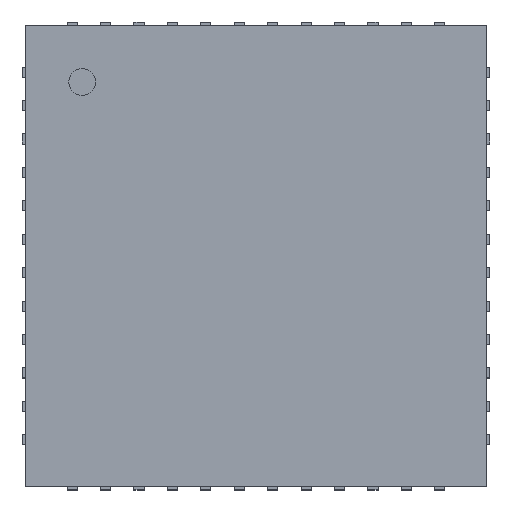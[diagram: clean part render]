
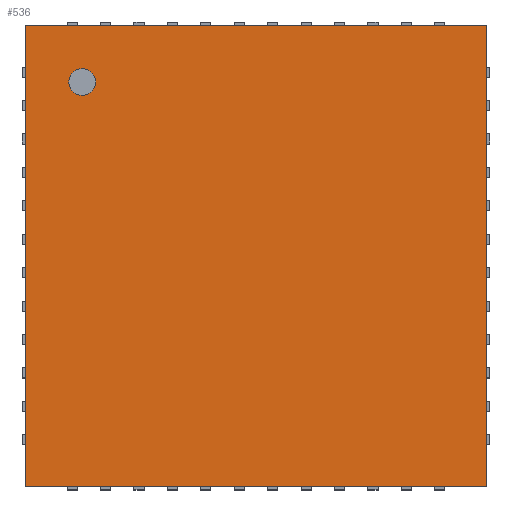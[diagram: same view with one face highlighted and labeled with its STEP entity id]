
A CAD part, top view. The second image highlights one B-rep face of the part: STEP entity #536.
In plain terms, the highlighted planar face has unit normal (0, 0, 1).
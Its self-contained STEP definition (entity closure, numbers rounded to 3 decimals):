
#116 = EDGE_CURVE('',#117,#119,#121,.T.);
#117 = VERTEX_POINT('',#118);
#118 = CARTESIAN_POINT('',(-3.45,3.45,1.1));
#119 = VERTEX_POINT('',#120);
#120 = CARTESIAN_POINT('',(3.45,3.45,1.1));
#121 = LINE('',#122,#123);
#122 = CARTESIAN_POINT('',(-3.45,3.45,1.1));
#123 = VECTOR('',#124,1.);
#124 = DIRECTION('',(1.,0.,0.));
#536 = ADVANCED_FACE('',(#537),#562,.T.);
#537 = FACE_BOUND('',#538,.T.);
#538 = EDGE_LOOP('',(#539,#540,#548,#556));
#539 = ORIENTED_EDGE('',*,*,#116,.F.);
#540 = ORIENTED_EDGE('',*,*,#541,.T.);
#541 = EDGE_CURVE('',#117,#542,#544,.T.);
#542 = VERTEX_POINT('',#543);
#543 = CARTESIAN_POINT('',(-3.45,-3.45,1.1));
#544 = LINE('',#545,#546);
#545 = CARTESIAN_POINT('',(-3.45,3.45,1.1));
#546 = VECTOR('',#547,1.);
#547 = DIRECTION('',(0.,-1.,0.));
#548 = ORIENTED_EDGE('',*,*,#549,.T.);
#549 = EDGE_CURVE('',#542,#550,#552,.T.);
#550 = VERTEX_POINT('',#551);
#551 = CARTESIAN_POINT('',(3.45,-3.45,1.1));
#552 = LINE('',#553,#554);
#553 = CARTESIAN_POINT('',(-3.45,-3.45,1.1));
#554 = VECTOR('',#555,1.);
#555 = DIRECTION('',(1.,0.,0.));
#556 = ORIENTED_EDGE('',*,*,#557,.F.);
#557 = EDGE_CURVE('',#119,#550,#558,.T.);
#558 = LINE('',#559,#560);
#559 = CARTESIAN_POINT('',(3.45,3.45,1.1));
#560 = VECTOR('',#561,1.);
#561 = DIRECTION('',(0.,-1.,0.));
#562 = PLANE('',#563);
#563 = AXIS2_PLACEMENT_3D('',#564,#565,#566);
#564 = CARTESIAN_POINT('',(-3.45,3.45,1.1));
#565 = DIRECTION('',(0.,0.,1.));
#566 = DIRECTION('',(0.,-1.,0.));
